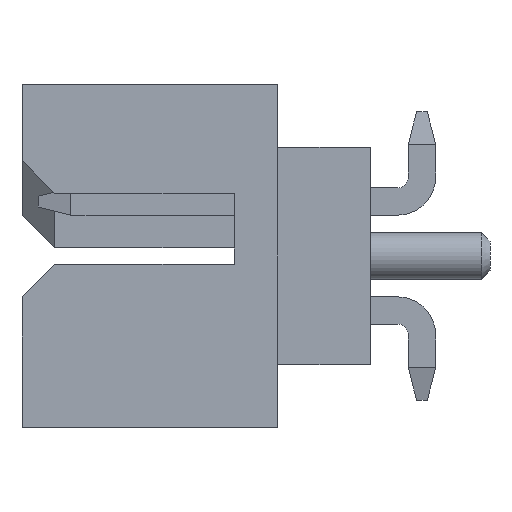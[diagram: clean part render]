
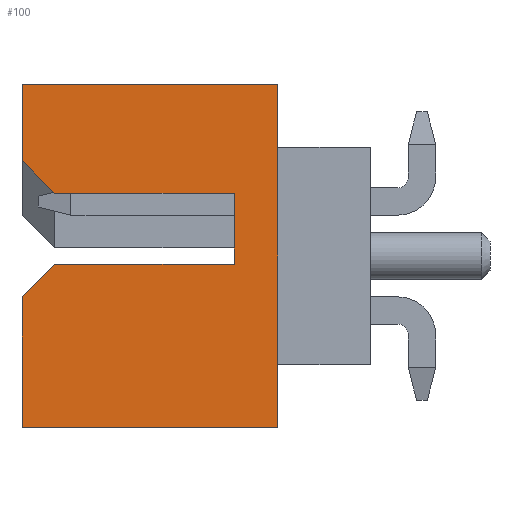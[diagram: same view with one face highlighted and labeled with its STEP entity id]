
A CAD part, left-side view. The second image highlights one B-rep face of the part: STEP entity #100.
In plain terms, the highlighted planar face has unit normal (-1, 0, 0).
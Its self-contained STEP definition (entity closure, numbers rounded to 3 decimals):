
#100=ADVANCED_FACE('',(#450),#451,.T.);
#450=FACE_OUTER_BOUND('',#1123,.T.);
#451=PLANE('',#1124);
#1123=EDGE_LOOP('',(#1801,#1802,#1803,#1804,#1805,#1806,#1807,#1808,#1809,#1810));
#1124=AXIS2_PLACEMENT_3D('',#1811,#1812,#1813);
#1801=ORIENTED_EDGE('',*,*,#4282,.F.);
#1802=ORIENTED_EDGE('',*,*,#4281,.T.);
#1803=ORIENTED_EDGE('',*,*,#4283,.T.);
#1804=ORIENTED_EDGE('',*,*,#4284,.F.);
#1805=ORIENTED_EDGE('',*,*,#4285,.F.);
#1806=ORIENTED_EDGE('',*,*,#4286,.T.);
#1807=ORIENTED_EDGE('',*,*,#4287,.T.);
#1808=ORIENTED_EDGE('',*,*,#4288,.T.);
#1809=ORIENTED_EDGE('',*,*,#4289,.F.);
#1810=ORIENTED_EDGE('',*,*,#4290,.T.);
#1811=CARTESIAN_POINT('',(-6.325,3.2,-3.15));
#1812=DIRECTION('',(-1.0,0.0,0.0));
#1813=DIRECTION('',(0.0,0.0,1.0));
#4281=EDGE_CURVE('',#5078,#5082,#5084,.T.);
#4282=EDGE_CURVE('',#5078,#5085,#5086,.T.);
#4283=EDGE_CURVE('',#5082,#5087,#5088,.T.);
#4284=EDGE_CURVE('',#5089,#5087,#5090,.T.);
#4285=EDGE_CURVE('',#5091,#5089,#5092,.T.);
#4286=EDGE_CURVE('',#5091,#5093,#5094,.T.);
#4287=EDGE_CURVE('',#5093,#5095,#5096,.T.);
#4288=EDGE_CURVE('',#5095,#5097,#5098,.T.);
#4289=EDGE_CURVE('',#5099,#5097,#5100,.T.);
#4290=EDGE_CURVE('',#5099,#5085,#5101,.T.);
#5078=VERTEX_POINT('',#6289);
#5082=VERTEX_POINT('',#6295);
#5084=LINE('',#6298,#6299);
#5085=VERTEX_POINT('',#6300);
#5086=LINE('',#6301,#6302);
#5087=VERTEX_POINT('',#6303);
#5088=LINE('',#6304,#6305);
#5089=VERTEX_POINT('',#6306);
#5090=LINE('',#6307,#6308);
#5091=VERTEX_POINT('',#6309);
#5092=LINE('',#6310,#6311);
#5093=VERTEX_POINT('',#6312);
#5094=LINE('',#6313,#6314);
#5095=VERTEX_POINT('',#6315);
#5096=LINE('',#6316,#6317);
#5097=VERTEX_POINT('',#6318);
#5098=LINE('',#6319,#6320);
#5099=VERTEX_POINT('',#6321);
#5100=LINE('',#6322,#6323);
#5101=LINE('',#6324,#6325);
#6289=CARTESIAN_POINT('',(-6.325,3.2,-3.15));
#6295=CARTESIAN_POINT('',(-6.325,-1.5,-3.15));
#6298=CARTESIAN_POINT('',(-6.325,3.2,-3.15));
#6299=VECTOR('',#8195,4.7);
#6300=CARTESIAN_POINT('',(-6.325,3.2,-0.75));
#6301=CARTESIAN_POINT('',(-6.325,3.2,-3.15));
#6302=VECTOR('',#8196,2.4);
#6303=CARTESIAN_POINT('',(-6.325,-1.5,3.15));
#6304=CARTESIAN_POINT('',(-6.325,-1.5,-3.15));
#6305=VECTOR('',#8197,6.3);
#6306=CARTESIAN_POINT('',(-6.325,3.2,3.15));
#6307=CARTESIAN_POINT('',(-6.325,3.2,3.15));
#6308=VECTOR('',#8198,4.7);
#6309=CARTESIAN_POINT('',(-6.325,3.2,1.75));
#6310=CARTESIAN_POINT('',(-6.325,3.2,1.75));
#6311=VECTOR('',#8199,1.4);
#6312=CARTESIAN_POINT('',(-6.325,2.6,1.15));
#6313=CARTESIAN_POINT('',(-6.325,3.2,1.75));
#6314=VECTOR('',#8200,0.849);
#6315=CARTESIAN_POINT('',(-6.325,-0.7,1.15));
#6316=CARTESIAN_POINT('',(-6.325,2.6,1.15));
#6317=VECTOR('',#8201,3.3);
#6318=CARTESIAN_POINT('',(-6.325,-0.7,-0.15));
#6319=CARTESIAN_POINT('',(-6.325,-0.7,1.15));
#6320=VECTOR('',#8202,1.3);
#6321=CARTESIAN_POINT('',(-6.325,2.6,-0.15));
#6322=CARTESIAN_POINT('',(-6.325,2.6,-0.15));
#6323=VECTOR('',#8203,3.3);
#6324=CARTESIAN_POINT('',(-6.325,2.6,-0.15));
#6325=VECTOR('',#8204,0.849);
#8195=DIRECTION('',(0.0,-1.0,0.0));
#8196=DIRECTION('',(0.0,0.0,1.0));
#8197=DIRECTION('',(0.0,0.0,1.0));
#8198=DIRECTION('',(0.0,-1.0,0.0));
#8199=DIRECTION('',(0.0,0.0,1.0));
#8200=DIRECTION('',(0.0,-0.707,-0.707));
#8201=DIRECTION('',(0.0,-1.0,0.0));
#8202=DIRECTION('',(0.0,0.0,-1.0));
#8203=DIRECTION('',(0.0,-1.0,0.0));
#8204=DIRECTION('',(0.0,0.707,-0.707));
